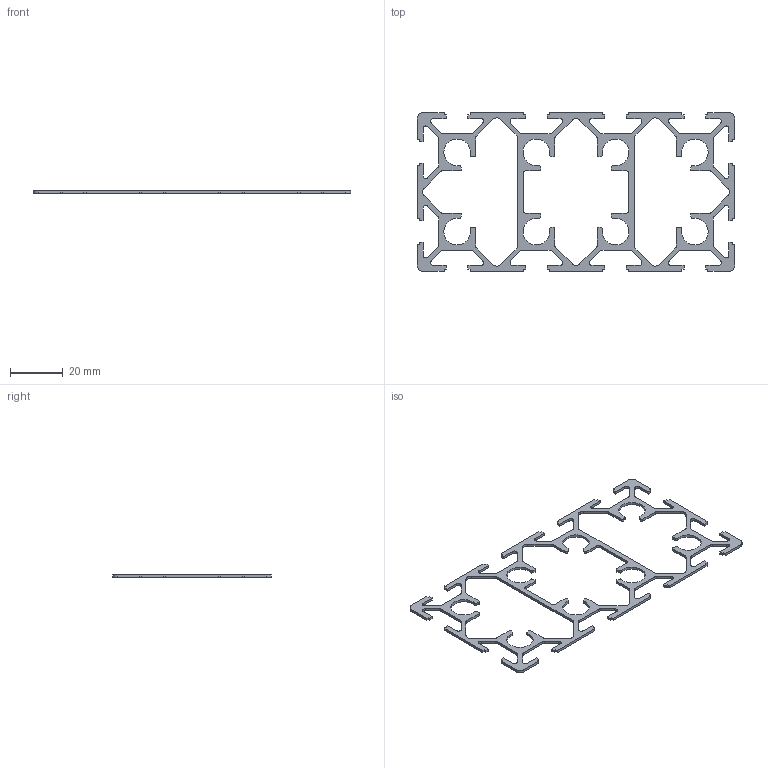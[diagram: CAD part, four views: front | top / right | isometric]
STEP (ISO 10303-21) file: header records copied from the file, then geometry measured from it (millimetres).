
FILE_DESCRIPTION(/* description */ ('Profilo 60x120 serie 30'),/* implementation_level */ '2;1');
FILE_NAME(/* name */ 'PG60120.stp',/* time_stamp */ '2021-02-19T16:01:15+01:00',/* author */ ('omnitec'),/* organization */ (''),/* preprocessor_version */ 'ST-DEVELOPER v18.1',/* originating_system */ 'Autodesk Inventor 2021',/* authorisation */ '');
FILE_SCHEMA (('AUTOMOTIVE_DESIGN { 1 0 10303 214 3 1 1 }'));
Length unit declared in the file: millimetre
Products named in the file (1): PG60120---1,0
Bounding box: 120 x 60 x 1 mm (x, y, z)
Volume: 1706.8 mm3; surface area: 4812.6 mm2
Topology: 1 solids, 1 shells, 322 faces, 960 edges, 640 vertices
Faces by surface type: plane 202, cylinder 120
Entity records: 10877 total; most frequent: CARTESIAN_POINT 1923, ORIENTED_EDGE 1920, DIRECTION 1846, EDGE_CURVE 960, LINE 720, VECTOR 720, VERTEX_POINT 640, AXIS2_PLACEMENT_3D 563
